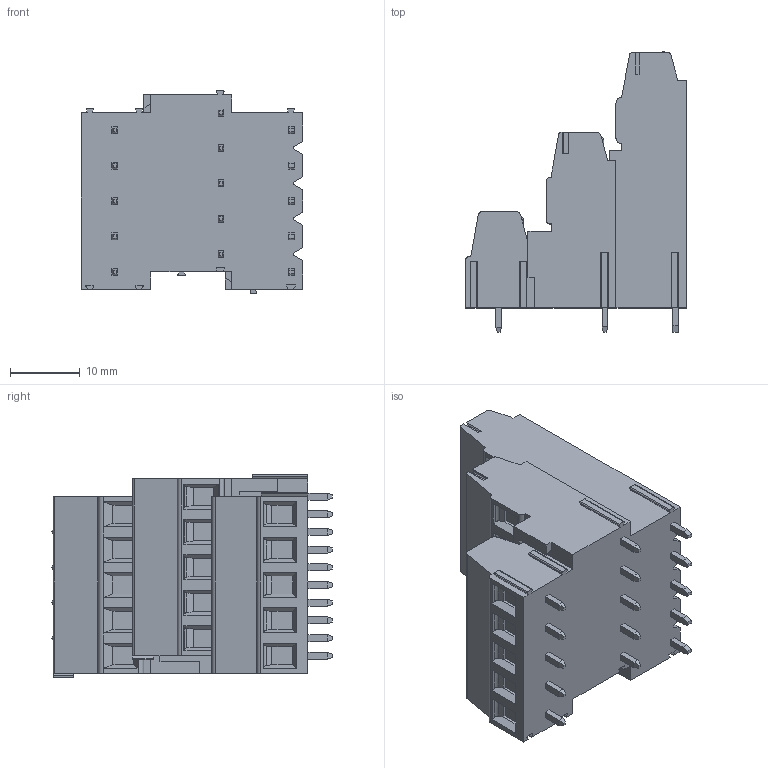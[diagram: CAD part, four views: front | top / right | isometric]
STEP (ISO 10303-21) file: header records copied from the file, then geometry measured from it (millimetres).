
FILE_DESCRIPTION((''),'2;1');
FILE_NAME('TL338VH3R-XXP-XS','2025-02-26T',('yanfa'),(''),'PRO/ENGINEER BY PARAMETRIC TECHNOLOGY CORPORATION, 2009280','PRO/ENGINEER BY PARAMETRIC TECHNOLOGY CORPORATION, 2009280','');
FILE_SCHEMA(('AUTOMOTIVE_DESIGN_CC2 { 1 2 10303 214 -1 1 5 2 }'));
Length unit declared in the file: millimetre
Products named in the file (1): TL338VH3R-XXP-XS
Bounding box: 31.8 x 40.3 x 29.09 mm (x, y, z)
Volume: 17752.7 mm3; surface area: 6879.3 mm2
Topology: 1 solids, 1 shells, 827 faces, 2070 edges, 1291 vertices
Faces by surface type: plane 540, cylinder 179, cone 60, torus 30, sphere 18
Entity records: 24557 total; most frequent: CARTESIAN_POINT 4720, ORIENTED_EDGE 4124, DIRECTION 4065, EDGE_CURVE 2062, VECTOR 1513, LINE 1513, VERTEX_POINT 1291, AXIS2_PLACEMENT_3D 1276
